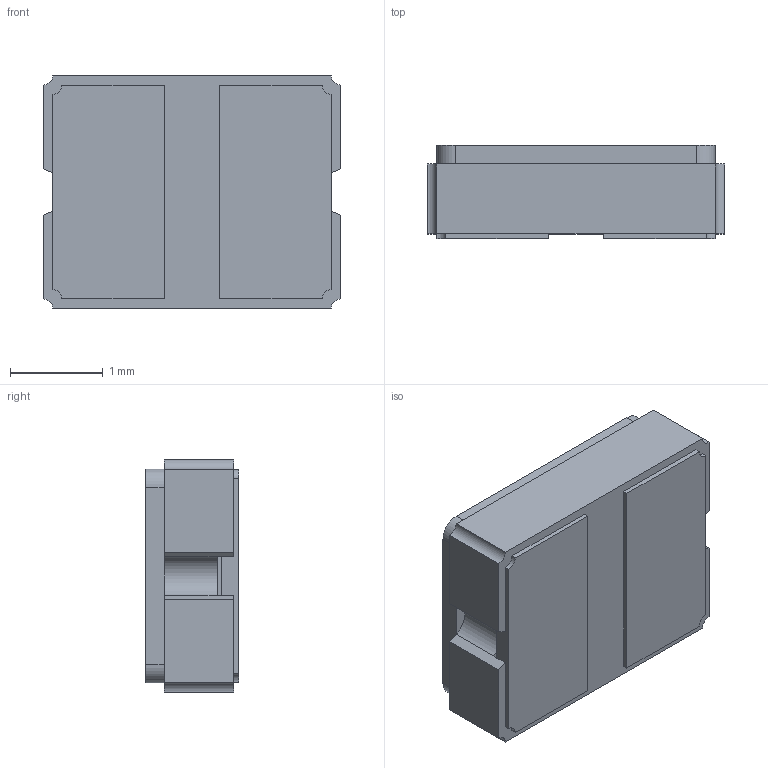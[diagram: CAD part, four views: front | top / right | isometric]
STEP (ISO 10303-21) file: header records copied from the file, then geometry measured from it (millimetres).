
FILE_DESCRIPTION (( 'STEP AP214' ), '1' );
FILE_NAME ('NDK_NX3225GD-8MHZ-STD-CRA-3.STEP', '2015-04-12T22:47:17', ( '' ), ( '' ), '', '', '' );
FILE_SCHEMA (( '' ));
Length unit declared in the file: millimetre
Products named in the file (1): NDK_NX3225GD-8MHZ-STD-CRA-3
Bounding box: 3.2 x 1 x 2.5 mm (x, y, z)
Volume: 7.2 mm3; surface area: 42.3 mm2
Topology: 3 solids, 3 shells, 202 faces, 519 edges, 342 vertices
Faces by surface type: bspline 89, plane 81, cylinder 32
Entity records: 13023 total; most frequent: CARTESIAN_POINT 7177, ORIENTED_EDGE 1038, DIRECTION 633, EDGE_CURVE 519, VERTEX_POINT 342, VECTOR 277, LINE 277, EDGE_LOOP 221
